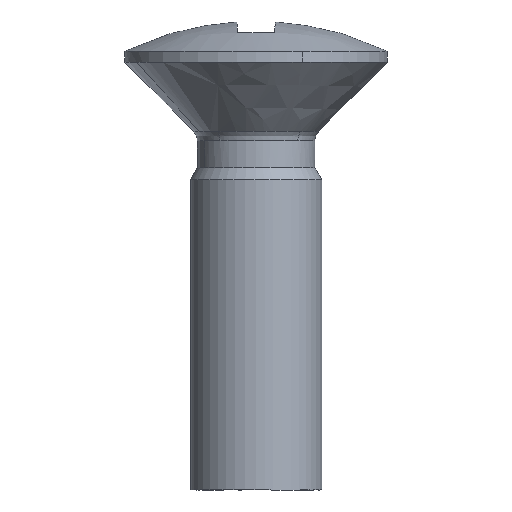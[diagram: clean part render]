
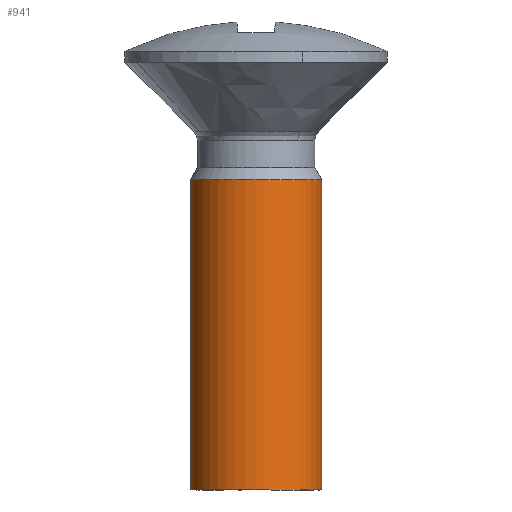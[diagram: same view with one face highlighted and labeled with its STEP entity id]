
A CAD part, left-side view. The second image highlights one B-rep face of the part: STEP entity #941.
In plain terms, the highlighted free-form (B-spline) face has degree [2, 1] with [7, 2] control points.
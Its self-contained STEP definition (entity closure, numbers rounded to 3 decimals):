
#710=CARTESIAN_POINT('',(0.092,-1.497,-2.931));
#711=VERTEX_POINT('',#710);
#755=CARTESIAN_POINT('',(-0.177,1.49,-2.931));
#756=VERTEX_POINT('',#755);
#772=CARTESIAN_POINT('',(-1.5,0.0,-2.931));
#773=VERTEX_POINT('',#772);
#774=CARTESIAN_POINT('',(-1.5,0.0,-2.931));
#775=CARTESIAN_POINT('',(-1.5,1.332,-2.931));
#776=CARTESIAN_POINT('',(-0.177,1.49,-2.931));
#784=(BOUNDED_CURVE()B_SPLINE_CURVE(2,(#774,#775,#776),.UNSPECIFIED.,.F.,.U.)B_SPLINE_CURVE_WITH_KNOTS((3,3),(0.0,0.23),.UNSPECIFIED.)CURVE()GEOMETRIC_REPRESENTATION_ITEM()RATIONAL_B_SPLINE_CURVE((1.0,0.731,0.956))REPRESENTATION_ITEM(''));
#785=EDGE_CURVE('',#773,#756,#784,.T.);
#787=CARTESIAN_POINT('',(0.092,-1.497,-2.931));
#788=CARTESIAN_POINT('',(0.046,-1.5,-2.931));
#789=CARTESIAN_POINT('',(0.0,-1.5,-2.931));
#790=CARTESIAN_POINT('',(-1.5,-1.5,-2.931));
#791=CARTESIAN_POINT('',(-1.5,0.0,-2.931));
#799=(BOUNDED_CURVE()B_SPLINE_CURVE(2,(#787,#788,#789,#790,#791),.UNSPECIFIED.,.F.,.U.)B_SPLINE_CURVE_WITH_KNOTS((3,2,3),(0.739,0.75,1.0),.UNSPECIFIED.)CURVE()GEOMETRIC_REPRESENTATION_ITEM()RATIONAL_B_SPLINE_CURVE((0.976,0.988,1.0,0.707,1.0))REPRESENTATION_ITEM(''));
#800=EDGE_CURVE('',#711,#773,#799,.T.);
#836=CARTESIAN_POINT('',(0.092,-1.497,-10.0));
#837=VERTEX_POINT('',#836);
#838=CARTESIAN_POINT('',(0.092,-1.497,-2.931));
#839=CARTESIAN_POINT('',(0.092,-1.497,-10.0));
#840=QUASI_UNIFORM_CURVE('',1,(#838,#839),.UNSPECIFIED.,.F.,.U.);
#841=EDGE_CURVE('',#711,#837,#840,.T.);
#858=CARTESIAN_POINT('',(-0.177,1.49,-10.0));
#859=VERTEX_POINT('',#858);
#875=CARTESIAN_POINT('',(-0.177,1.49,-2.931));
#876=CARTESIAN_POINT('',(-0.177,1.49,-10.0));
#877=QUASI_UNIFORM_CURVE('',1,(#875,#876),.UNSPECIFIED.,.F.,.U.);
#878=EDGE_CURVE('',#756,#859,#877,.T.);
#883=CARTESIAN_POINT('',(0.112,-1.496,-2.754));
#884=CARTESIAN_POINT('',(0.102,-1.497,-2.754));
#885=CARTESIAN_POINT('',(-1.406,-1.589,-2.754));
#886=CARTESIAN_POINT('',(-1.497,-0.092,-2.754));
#887=CARTESIAN_POINT('',(-1.584,1.322,-2.754));
#888=CARTESIAN_POINT('',(-0.167,1.491,-2.754));
#889=CARTESIAN_POINT('',(-0.156,1.492,-2.754));
#890=CARTESIAN_POINT('',(0.112,-1.496,-10.181));
#891=CARTESIAN_POINT('',(0.102,-1.497,-10.181));
#892=CARTESIAN_POINT('',(-1.406,-1.589,-10.181));
#893=CARTESIAN_POINT('',(-1.497,-0.092,-10.181));
#894=CARTESIAN_POINT('',(-1.584,1.322,-10.181));
#895=CARTESIAN_POINT('',(-0.167,1.491,-10.181));
#896=CARTESIAN_POINT('',(-0.156,1.492,-10.181));
#904=(BOUNDED_SURFACE()B_SPLINE_SURFACE(2,1,((#883,#890),(#884,#891),(#885,#892),(#886,#893),(#887,#894),(#888,#895),(#889,#896)),.UNSPECIFIED.,.F.,.F.,.U.)B_SPLINE_SURFACE_WITH_KNOTS((3,1,2,1,3),(2,2),(0.0,0.024,2.51,4.896,4.92),(0.0,7.427),.UNSPECIFIED.)GEOMETRIC_REPRESENTATION_ITEM()RATIONAL_B_SPLINE_SURFACE(((1.006,1.006),(1.003,1.003),(0.707,0.707),(1.0,1.0),(0.719,0.719),(0.98,0.98),(0.983,0.983)))REPRESENTATION_ITEM('')SURFACE());
#905=ORIENTED_EDGE('',*,*,#785,.T.);
#906=ORIENTED_EDGE('',*,*,#878,.T.);
#907=CARTESIAN_POINT('',(-1.5,0.0,-10.0));
#908=VERTEX_POINT('',#907);
#909=CARTESIAN_POINT('',(-1.5,0.0,-10.0));
#910=CARTESIAN_POINT('',(-1.5,1.332,-10.0));
#911=CARTESIAN_POINT('',(-0.177,1.49,-10.0));
#919=(BOUNDED_CURVE()B_SPLINE_CURVE(2,(#909,#910,#911),.UNSPECIFIED.,.F.,.U.)B_SPLINE_CURVE_WITH_KNOTS((3,3),(0.0,0.23),.UNSPECIFIED.)CURVE()GEOMETRIC_REPRESENTATION_ITEM()RATIONAL_B_SPLINE_CURVE((1.0,0.731,0.956))REPRESENTATION_ITEM(''));
#920=EDGE_CURVE('',#908,#859,#919,.T.);
#921=ORIENTED_EDGE('',*,*,#920,.F.);
#922=CARTESIAN_POINT('',(0.092,-1.497,-10.));
#923=CARTESIAN_POINT('',(0.046,-1.5,-10.));
#924=CARTESIAN_POINT('',(0.0,-1.5,-10.0));
#925=CARTESIAN_POINT('',(-1.5,-1.5,-10.));
#926=CARTESIAN_POINT('',(-1.5,0.0,-10.0));
#934=(BOUNDED_CURVE()B_SPLINE_CURVE(2,(#922,#923,#924,#925,#926),.UNSPECIFIED.,.F.,.U.)B_SPLINE_CURVE_WITH_KNOTS((3,2,3),(0.739,0.75,1.0),.UNSPECIFIED.)CURVE()GEOMETRIC_REPRESENTATION_ITEM()RATIONAL_B_SPLINE_CURVE((0.976,0.988,1.0,0.707,1.0))REPRESENTATION_ITEM(''));
#935=EDGE_CURVE('',#837,#908,#934,.T.);
#936=ORIENTED_EDGE('',*,*,#935,.F.);
#937=ORIENTED_EDGE('',*,*,#841,.F.);
#938=ORIENTED_EDGE('',*,*,#800,.T.);
#939=EDGE_LOOP('',(#905,#906,#921,#936,#937,#938));
#940=FACE_OUTER_BOUND('',#939,.T.);
#941=ADVANCED_FACE('',(#940),#904,.T.);
